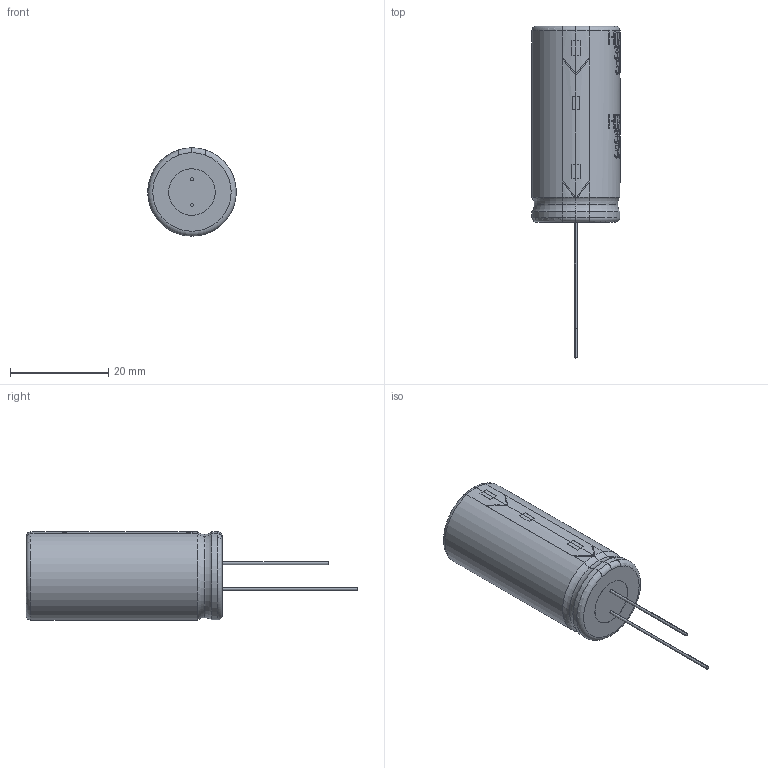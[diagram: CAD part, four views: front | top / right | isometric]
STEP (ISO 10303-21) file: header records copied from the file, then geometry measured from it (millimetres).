
FILE_DESCRIPTION (( 'STEP AP214' ), '1' );
FILE_NAME ('HITANO 3300uF 50V 40õ18.STEP', '2023-08-14T12:46:42', ( '' ), ( '' ), 'SwSTEP 2.0', 'SolidWorks 2021', '' );
FILE_SCHEMA (( 'AUTOMOTIVE_DESIGN' ));
Length unit declared in the file: millimetre
Products named in the file (1): HITANO 3300uF 50V 40õ18
Bounding box: 18 x 67.7 x 18.01 mm (x, y, z)
Volume: 10098.6 mm3; surface area: 2843.1 mm2
Topology: 1 solids, 1 shells, 442 faces, 1176 edges, 775 vertices
Faces by surface type: plane 205, bspline 154, cylinder 67, torus 16
Entity records: 26201 total; most frequent: CARTESIAN_POINT 11628, ORIENTED_EDGE 2352, DIRECTION 1581, EDGE_CURVE 1176, VERTEX_POINT 775, LINE 537, VECTOR 537, AXIS2_PLACEMENT_3D 522
